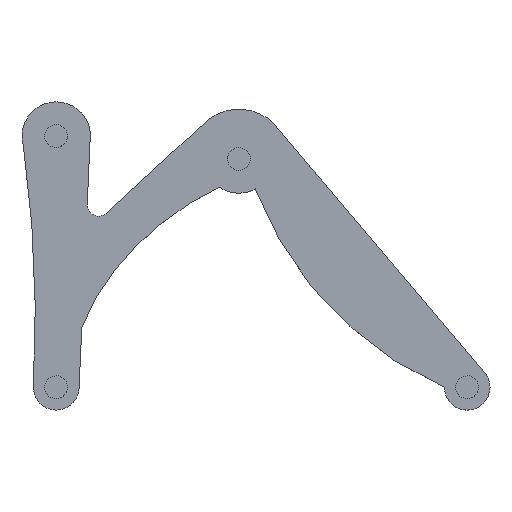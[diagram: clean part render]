
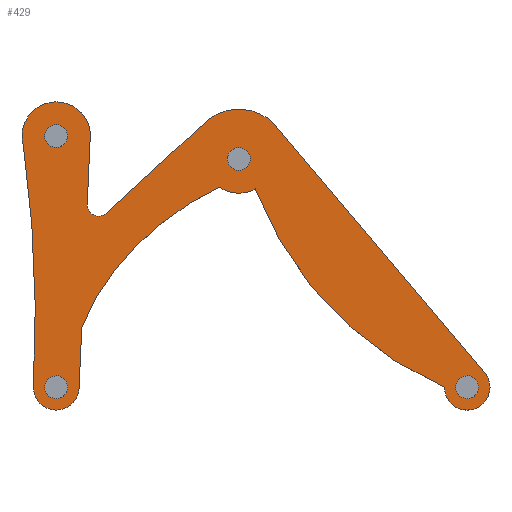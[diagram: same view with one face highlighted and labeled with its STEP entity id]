
A CAD part, top view. The second image highlights one B-rep face of the part: STEP entity #429.
In plain terms, the highlighted planar face has unit normal (0, 0, 1).
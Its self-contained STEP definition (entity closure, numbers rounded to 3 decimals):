
#31=FACE_BOUND('',#158,.T.);
#32=FACE_BOUND('',#159,.T.);
#33=FACE_BOUND('',#160,.T.);
#34=FACE_BOUND('',#161,.T.);
#40=B_SPLINE_CURVE_WITH_KNOTS('',3,(#784,#785,#786,#787),.UNSPECIFIED.,
 .F.,.F.,(4,4),(1.,2.),.UNSPECIFIED.);
#57=LINE('',#726,#83);
#61=LINE('',#738,#87);
#65=LINE('',#750,#91);
#72=LINE('',#793,#98);
#83=VECTOR('',#593,10.);
#87=VECTOR('',#605,10.);
#91=VECTOR('',#617,10.);
#98=VECTOR('',#644,10.);
#135=FACE_OUTER_BOUND('',#157,.T.);
#157=EDGE_LOOP('',(#367,#368,#369,#370,#371,#372,#373,#374,#375,#376,#377,
#378,#379));
#158=EDGE_LOOP('',(#380));
#159=EDGE_LOOP('',(#381));
#160=EDGE_LOOP('',(#382));
#161=EDGE_LOOP('',(#383));
#171=CIRCLE('',#494,5.);
#173=CIRCLE('',#497,5.);
#175=CIRCLE('',#500,5.);
#177=CIRCLE('',#503,5.);
#180=CIRCLE('',#508,5.);
#182=CIRCLE('',#512,21.787);
#184=CIRCLE('',#516,10.);
#186=CIRCLE('',#519,154.491);
#188=CIRCLE('',#522,15.);
#190=CIRCLE('',#526,10.);
#192=CIRCLE('',#529,545.253);
#194=CIRCLE('',#532,15.);
#199=VERTEX_POINT('',#696);
#201=VERTEX_POINT('',#702);
#203=VERTEX_POINT('',#708);
#205=VERTEX_POINT('',#714);
#209=VERTEX_POINT('',#723);
#210=VERTEX_POINT('',#725);
#212=VERTEX_POINT('',#731);
#214=VERTEX_POINT('',#737);
#216=VERTEX_POINT('',#743);
#218=VERTEX_POINT('',#749);
#220=VERTEX_POINT('',#755);
#222=VERTEX_POINT('',#761);
#224=VERTEX_POINT('',#767);
#226=VERTEX_POINT('',#783);
#228=VERTEX_POINT('',#792);
#230=VERTEX_POINT('',#798);
#232=VERTEX_POINT('',#804);
#238=EDGE_CURVE('',#199,#199,#171,.T.);
#241=EDGE_CURVE('',#201,#201,#173,.T.);
#244=EDGE_CURVE('',#203,#203,#175,.T.);
#247=EDGE_CURVE('',#205,#205,#177,.T.);
#252=EDGE_CURVE('',#210,#209,#57,.T.);
#255=EDGE_CURVE('',#212,#210,#180,.T.);
#258=EDGE_CURVE('',#214,#212,#61,.T.);
#261=EDGE_CURVE('',#216,#214,#182,.T.);
#264=EDGE_CURVE('',#218,#216,#65,.T.);
#267=EDGE_CURVE('',#220,#218,#184,.T.);
#270=EDGE_CURVE('',#222,#220,#186,.T.);
#273=EDGE_CURVE('',#224,#222,#188,.T.);
#276=EDGE_CURVE('',#226,#224,#40,.T.);
#279=EDGE_CURVE('',#228,#226,#72,.T.);
#282=EDGE_CURVE('',#230,#228,#190,.T.);
#285=EDGE_CURVE('',#232,#230,#192,.T.);
#288=EDGE_CURVE('',#209,#232,#194,.T.);
#367=ORIENTED_EDGE('',*,*,#288,.T.);
#368=ORIENTED_EDGE('',*,*,#285,.T.);
#369=ORIENTED_EDGE('',*,*,#282,.T.);
#370=ORIENTED_EDGE('',*,*,#279,.T.);
#371=ORIENTED_EDGE('',*,*,#276,.T.);
#372=ORIENTED_EDGE('',*,*,#273,.T.);
#373=ORIENTED_EDGE('',*,*,#270,.T.);
#374=ORIENTED_EDGE('',*,*,#267,.T.);
#375=ORIENTED_EDGE('',*,*,#264,.T.);
#376=ORIENTED_EDGE('',*,*,#261,.T.);
#377=ORIENTED_EDGE('',*,*,#258,.T.);
#378=ORIENTED_EDGE('',*,*,#255,.T.);
#379=ORIENTED_EDGE('',*,*,#252,.T.);
#380=ORIENTED_EDGE('',*,*,#247,.T.);
#381=ORIENTED_EDGE('',*,*,#244,.T.);
#382=ORIENTED_EDGE('',*,*,#241,.T.);
#383=ORIENTED_EDGE('',*,*,#238,.T.);
#407=PLANE('',#533);
#429=ADVANCED_FACE('',(#135,#31,#32,#33,#34),#407,.T.);
#494=AXIS2_PLACEMENT_3D('',#697,#563,#564);
#497=AXIS2_PLACEMENT_3D('',#703,#570,#571);
#500=AXIS2_PLACEMENT_3D('',#709,#577,#578);
#503=AXIS2_PLACEMENT_3D('',#715,#584,#585);
#508=AXIS2_PLACEMENT_3D('',#732,#599,#600);
#512=AXIS2_PLACEMENT_3D('',#744,#611,#612);
#516=AXIS2_PLACEMENT_3D('',#756,#623,#624);
#519=AXIS2_PLACEMENT_3D('',#762,#630,#631);
#522=AXIS2_PLACEMENT_3D('',#768,#637,#638);
#526=AXIS2_PLACEMENT_3D('',#799,#650,#651);
#529=AXIS2_PLACEMENT_3D('',#805,#657,#658);
#532=AXIS2_PLACEMENT_3D('',#809,#664,#665);
#533=AXIS2_PLACEMENT_3D('',#810,#666,#667);
#563=DIRECTION('center_axis',(0.,0.,-1.));
#564=DIRECTION('ref_axis',(-1.,0.,0.));
#570=DIRECTION('center_axis',(0.,0.,-1.));
#571=DIRECTION('ref_axis',(-1.,0.,0.));
#577=DIRECTION('center_axis',(0.,0.,-1.));
#578=DIRECTION('ref_axis',(-1.,0.,0.));
#584=DIRECTION('center_axis',(0.,0.,-1.));
#585=DIRECTION('ref_axis',(-1.,0.,0.));
#593=DIRECTION('',(0.045,0.999,0.));
#599=DIRECTION('center_axis',(0.,0.,-1.));
#600=DIRECTION('ref_axis',(0.999,-0.045,0.));
#605=DIRECTION('',(-0.737,-0.676,0.));
#611=DIRECTION('center_axis',(0.,0.,1.));
#612=DIRECTION('ref_axis',(0.698,0.717,0.));
#617=DIRECTION('',(-0.646,0.763,0.));
#623=DIRECTION('center_axis',(0.,0.,1.));
#624=DIRECTION('ref_axis',(-1.,0.,0.));
#630=DIRECTION('center_axis',(0.,0.,1.));
#631=DIRECTION('ref_axis',(-0.935,-0.355,0.));
#637=DIRECTION('center_axis',(0.,0.,1.));
#638=DIRECTION('ref_axis',(-0.568,-0.823,0.));
#644=DIRECTION('',(0.045,0.999,0.));
#650=DIRECTION('center_axis',(0.,0.,1.));
#651=DIRECTION('ref_axis',(-0.994,0.109,0.));
#657=DIRECTION('center_axis',(0.,0.,-1.));
#658=DIRECTION('ref_axis',(-0.998,0.056,0.));
#664=DIRECTION('center_axis',(0.,0.,1.));
#665=DIRECTION('ref_axis',(0.998,0.07,0.));
#666=DIRECTION('center_axis',(0.,0.,1.));
#667=DIRECTION('ref_axis',(1.,0.,0.));
#696=CARTESIAN_POINT('',(-85.,55.,9.4));
#697=CARTESIAN_POINT('Origin',(-90.,55.,9.4));
#702=CARTESIAN_POINT('',(-85.,-55.,9.4));
#703=CARTESIAN_POINT('Origin',(-90.,-55.,9.4));
#708=CARTESIAN_POINT('',(95.,-55.,9.4));
#709=CARTESIAN_POINT('Origin',(90.,-55.,9.4));
#714=CARTESIAN_POINT('',(-5.,45.,9.4));
#715=CARTESIAN_POINT('Origin',(-10.,45.,9.4));
#723=CARTESIAN_POINT('',(-75.036,56.043,9.4));
#725=CARTESIAN_POINT('',(-76.412,25.207,9.4));
#726=CARTESIAN_POINT('',(-76.412,25.207,9.4));
#731=CARTESIAN_POINT('',(-68.036,21.301,9.4));
#732=CARTESIAN_POINT('Origin',(-71.417,24.984,9.4));
#737=CARTESIAN_POINT('',(-24.733,61.05,9.4));
#738=CARTESIAN_POINT('',(-24.733,61.05,9.4));
#743=CARTESIAN_POINT('',(5.198,60.611,9.4));
#744=CARTESIAN_POINT('Origin',(-10.,45.,9.4));
#749=CARTESIAN_POINT('',(97.631,-48.537,9.4));
#750=CARTESIAN_POINT('',(97.631,-48.537,9.4));
#755=CARTESIAN_POINT('',(80.,-55.,9.4));
#756=CARTESIAN_POINT('Origin',(90.,-55.,9.4));
#761=CARTESIAN_POINT('',(-2.795,31.844,9.4));
#762=CARTESIAN_POINT('Origin',(141.645,86.659,9.4));
#767=CARTESIAN_POINT('',(-18.525,32.658,9.4));
#768=CARTESIAN_POINT('Origin',(-10.,45.,9.4));
#783=CARTESIAN_POINT('',(-78.81,-29.,9.4));
#784=CARTESIAN_POINT('Ctrl Pts',(-78.81,-29.,9.4));
#785=CARTESIAN_POINT('Ctrl Pts',(-67.,2.195,9.4));
#786=CARTESIAN_POINT('Ctrl Pts',(-37.754,24.031,9.4));
#787=CARTESIAN_POINT('Ctrl Pts',(-18.525,32.658,9.4));
#792=CARTESIAN_POINT('',(-80.01,-55.453,9.4));
#793=CARTESIAN_POINT('',(-80.01,-55.453,9.4));
#798=CARTESIAN_POINT('',(-100.,-55.,9.4));
#799=CARTESIAN_POINT('Origin',(-90.,-55.,9.4));
#804=CARTESIAN_POINT('',(-104.394,50.778,9.4));
#805=CARTESIAN_POINT('Origin',(-644.406,-24.632,9.4));
#809=CARTESIAN_POINT('Origin',(-90.,55.,9.4));
#810=CARTESIAN_POINT('Origin',(-2.5,2.5,9.4));
